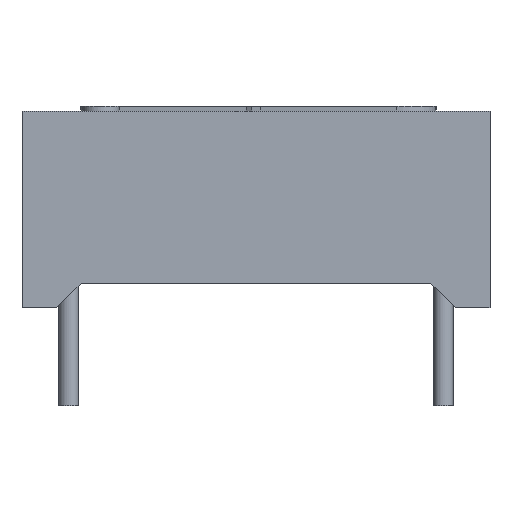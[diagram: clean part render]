
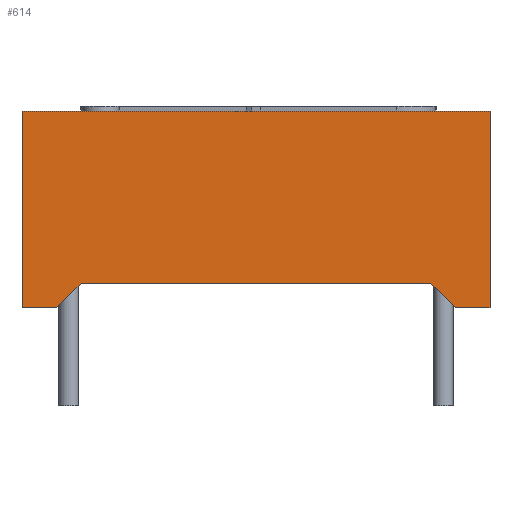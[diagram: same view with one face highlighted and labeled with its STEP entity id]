
A CAD part, front view. The second image highlights one B-rep face of the part: STEP entity #614.
In plain terms, the highlighted planar face has unit normal (0, -1, 0).
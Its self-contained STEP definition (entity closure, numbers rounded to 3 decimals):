
#106 = VERTEX_POINT('',#107);
#107 = CARTESIAN_POINT('',(14.74,-22.66,1.));
#113 = EDGE_CURVE('',#106,#114,#116,.T.);
#114 = VERTEX_POINT('',#115);
#115 = CARTESIAN_POINT('',(0.5,-22.66,1.));
#116 = LINE('',#117,#118);
#117 = CARTESIAN_POINT('',(8.323,-22.66,1.));
#118 = VECTOR('',#119,1.);
#119 = DIRECTION('',(-1.,0.,0.));
#429 = VERTEX_POINT('',#430);
#430 = CARTESIAN_POINT('',(-1.905,-22.66,0.));
#438 = EDGE_CURVE('',#429,#439,#441,.T.);
#439 = VERTEX_POINT('',#440);
#440 = CARTESIAN_POINT('',(-1.905,-22.66,8.));
#441 = LINE('',#442,#443);
#442 = CARTESIAN_POINT('',(-1.905,-22.66,0.));
#443 = VECTOR('',#444,1.);
#444 = DIRECTION('',(0.,0.,1.));
#483 = VERTEX_POINT('',#484);
#484 = CARTESIAN_POINT('',(17.145,-22.66,8.));
#490 = EDGE_CURVE('',#491,#483,#493,.T.);
#491 = VERTEX_POINT('',#492);
#492 = CARTESIAN_POINT('',(17.145,-22.66,0.));
#493 = LINE('',#494,#495);
#494 = CARTESIAN_POINT('',(17.145,-22.66,0.));
#495 = VECTOR('',#496,1.);
#496 = DIRECTION('',(0.,0.,1.));
#570 = EDGE_CURVE('',#114,#571,#573,.T.);
#571 = VERTEX_POINT('',#572);
#572 = CARTESIAN_POINT('',(-0.5,-22.66,0.));
#573 = LINE('',#574,#575);
#574 = CARTESIAN_POINT('',(4.161,-22.66,4.661));
#575 = VECTOR('',#576,1.);
#576 = DIRECTION('',(-0.707,-0.,-0.707));
#594 = EDGE_CURVE('',#595,#106,#597,.T.);
#595 = VERTEX_POINT('',#596);
#596 = CARTESIAN_POINT('',(15.74,-22.66,0.));
#597 = LINE('',#598,#599);
#598 = CARTESIAN_POINT('',(15.841,-22.66,-0.101));
#599 = VECTOR('',#600,1.);
#600 = DIRECTION('',(-0.707,0.,0.707));
#614 = ADVANCED_FACE('',(#615),#640,.T.);
#615 = FACE_BOUND('',#616,.T.);
#616 = EDGE_LOOP('',(#617,#623,#624,#630,#631,#637,#638,#639));
#617 = ORIENTED_EDGE('',*,*,#618,.F.);
#618 = EDGE_CURVE('',#491,#595,#619,.T.);
#619 = LINE('',#620,#621);
#620 = CARTESIAN_POINT('',(17.145,-22.66,0.));
#621 = VECTOR('',#622,1.);
#622 = DIRECTION('',(-1.,0.,0.));
#623 = ORIENTED_EDGE('',*,*,#490,.T.);
#624 = ORIENTED_EDGE('',*,*,#625,.T.);
#625 = EDGE_CURVE('',#483,#439,#626,.T.);
#626 = LINE('',#627,#628);
#627 = CARTESIAN_POINT('',(17.145,-22.66,8.));
#628 = VECTOR('',#629,1.);
#629 = DIRECTION('',(-1.,0.,0.));
#630 = ORIENTED_EDGE('',*,*,#438,.F.);
#631 = ORIENTED_EDGE('',*,*,#632,.F.);
#632 = EDGE_CURVE('',#571,#429,#633,.T.);
#633 = LINE('',#634,#635);
#634 = CARTESIAN_POINT('',(17.145,-22.66,0.));
#635 = VECTOR('',#636,1.);
#636 = DIRECTION('',(-1.,0.,0.));
#637 = ORIENTED_EDGE('',*,*,#570,.F.);
#638 = ORIENTED_EDGE('',*,*,#113,.F.);
#639 = ORIENTED_EDGE('',*,*,#594,.F.);
#640 = PLANE('',#641);
#641 = AXIS2_PLACEMENT_3D('',#642,#643,#644);
#642 = CARTESIAN_POINT('',(17.145,-22.66,0.));
#643 = DIRECTION('',(0.,-1.,0.));
#644 = DIRECTION('',(-1.,0.,0.));
